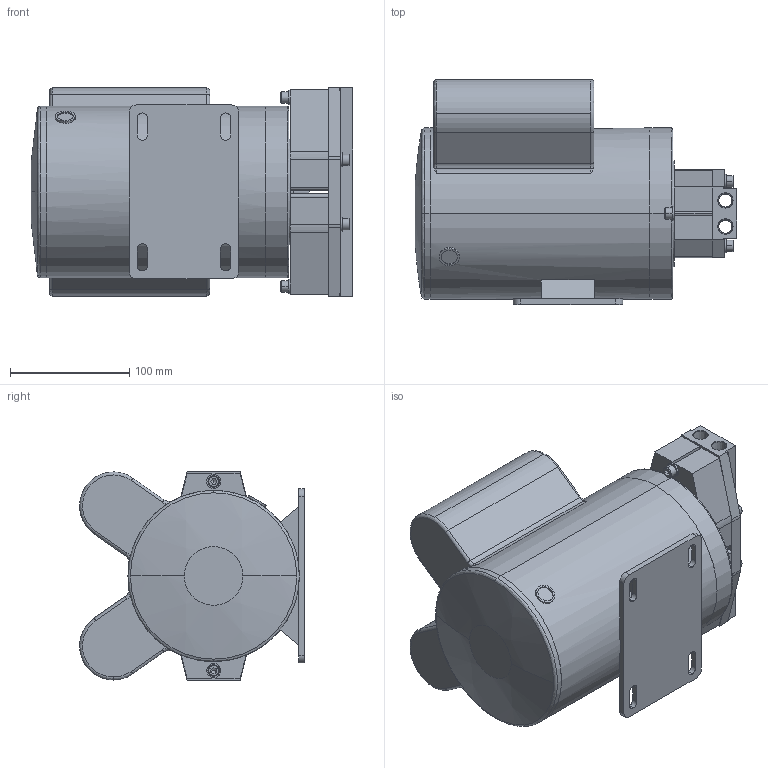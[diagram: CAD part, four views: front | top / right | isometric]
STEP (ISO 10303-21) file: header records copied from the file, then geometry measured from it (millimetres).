
FILE_DESCRIPTION (( 'STEP AP203' ), '1' );
FILE_NAME ('217V-M58.STEP', '2017-07-28T17:34:50', ( 'admin' ), ( 'Hewlett-Packard Company' ), 'SwSTEP 2.0', 'SolidWorks 2017', '' );
FILE_SCHEMA (( 'CONFIG_CONTROL_DESIGN' ));
Length unit declared in the file: inch
Products named in the file (1): 217V-M58
Bounding box: 269.97 x 188.67 x 174.67 mm (x, y, z)
Volume: 4770917.2 mm3; surface area: 309408.9 mm2
Topology: 16 solids, 18 shells, 483 faces, 1144 edges, 712 vertices
Faces by surface type: plane 213, cylinder 172, cone 60, bspline 22, torus 16
Entity records: 14912 total; most frequent: CARTESIAN_POINT 3512, DIRECTION 2494, ORIENTED_EDGE 2248, EDGE_CURVE 1124, AXIS2_PLACEMENT_3D 944, VERTEX_POINT 712, VECTOR 606, LINE 606
